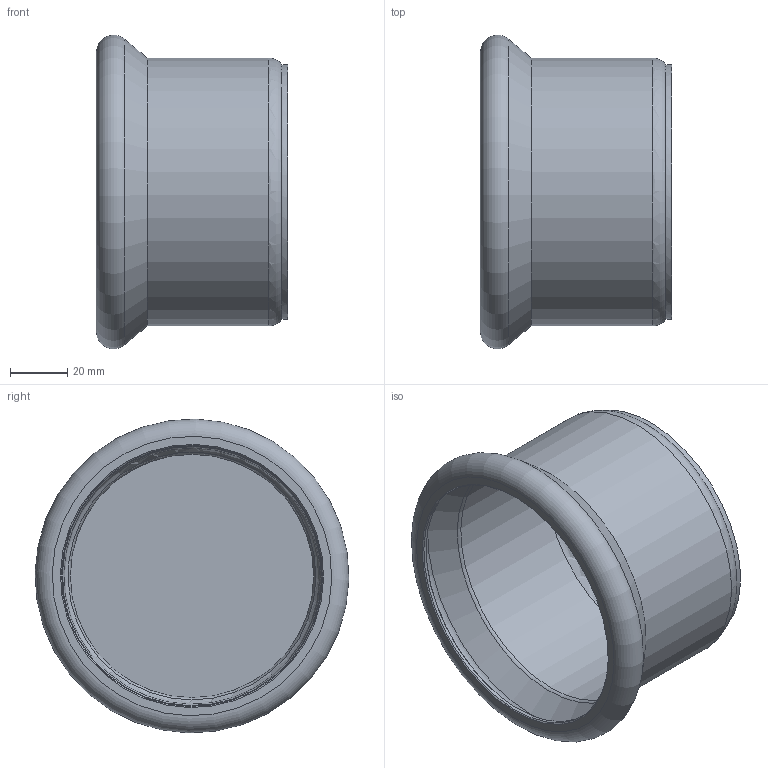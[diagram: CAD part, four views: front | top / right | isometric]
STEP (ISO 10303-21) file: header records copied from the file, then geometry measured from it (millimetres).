
FILE_DESCRIPTION(/* description */ (''),/* implementation_level */ '2;1');
FILE_NAME(/* name */ '43220.stp',/* time_stamp */ '2023-09-08T11:24:10+02:00',/* author */ ('JANAN'),/* organization */ (''),/* preprocessor_version */ 'ST-DEVELOPER v19.2',/* originating_system */ 'Autodesk Inventor 2023',/* authorisation */ '');
FILE_SCHEMA (('AUTOMOTIVE_DESIGN { 1 0 10303 214 3 1 1 }'));
Length unit declared in the file: millimetre
Products named in the file (1): tmp205B.tmp
Bounding box: 66.72 x 109.47 x 109.47 mm (x, y, z)
Volume: 55161.3 mm3; surface area: 56441.3 mm2
Topology: 1 solids, 1 shells, 19 faces, 33 edges, 19 vertices
Faces by surface type: torus 6, plane 5, cylinder 4, cone 4
Full cylindrical faces by diameter (mm): 88.9 x1, 89.5 x1, 91 x1, 93.5 x1
Entity records: 522 total; most frequent: DIRECTION 98, CARTESIAN_POINT 72, ORIENTED_EDGE 66, AXIS2_PLACEMENT_3D 45, EDGE_CURVE 33, CIRCLE 25, EDGE_LOOP 22, STYLED_ITEM 20
